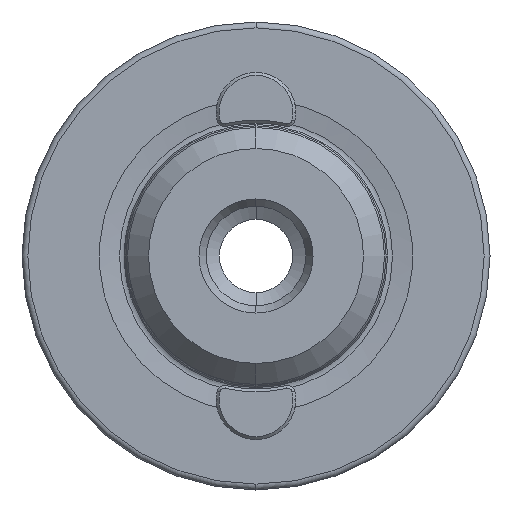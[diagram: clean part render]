
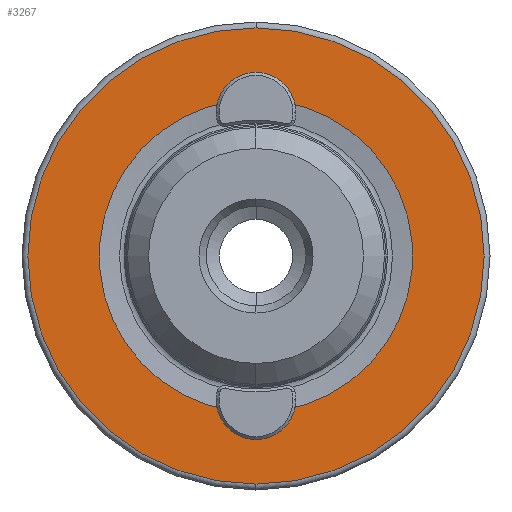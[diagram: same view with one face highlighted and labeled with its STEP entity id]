
A CAD part, left-side view. The second image highlights one B-rep face of the part: STEP entity #3267.
In plain terms, the highlighted planar face has unit normal (-1, 0, 0).
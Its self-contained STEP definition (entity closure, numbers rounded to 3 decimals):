
#33 = EDGE_LOOP ( 'NONE', ( #2993, #4063, #1458, #4338, #1588, #1694 ) ) ;
#187 = CIRCLE ( 'NONE', #2579, 10.715 ) ;
#363 = AXIS2_PLACEMENT_3D ( 'NONE', #3765, #3805, #3831 ) ;
#613 = DIRECTION ( 'NONE',  ( 0., 0., 1. ) ) ;
#622 = EDGE_CURVE ( 'NONE', #876, #2464, #4419, .T. ) ;
#630 = DIRECTION ( 'NONE',  ( -1., 0., 0. ) ) ;
#649 = CARTESIAN_POINT ( 'NONE',  ( 0., 0., 10.85 ) ) ;
#767 = AXIS2_PLACEMENT_3D ( 'NONE', #2625, #2608, #2563 ) ;
#793 = AXIS2_PLACEMENT_3D ( 'NONE', #939, #954, #973 ) ;
#876 = VERTEX_POINT ( 'NONE', #3051 ) ;
#939 = CARTESIAN_POINT ( 'NONE',  ( 0., 0., -10.85 ) ) ;
#954 = DIRECTION ( 'NONE',  ( -1., 0., 0. ) ) ;
#958 = EDGE_CURVE ( 'NONE', #2413, #2917, #3991, .T. ) ;
#973 = DIRECTION ( 'NONE',  ( 0., 0., 1. ) ) ;
#1235 = AXIS2_PLACEMENT_3D ( 'NONE', #649, #630, #613 ) ;
#1401 = VERTEX_POINT ( 'NONE', #4833 ) ;
#1458 = ORIENTED_EDGE ( 'NONE', *, *, #2843, .F. ) ;
#1491 = CARTESIAN_POINT ( 'NONE',  ( 0., 0., -15.6 ) ) ;
#1500 = ORIENTED_EDGE ( 'NONE', *, *, #4834, .T. ) ;
#1588 = ORIENTED_EDGE ( 'NONE', *, *, #3390, .F. ) ;
#1591 = CARTESIAN_POINT ( 'NONE',  ( 0., 0., -12.45 ) ) ;
#1694 = ORIENTED_EDGE ( 'NONE', *, *, #4718, .F. ) ;
#1959 = EDGE_LOOP ( 'NONE', ( #2486, #1500 ) ) ;
#2050 = CARTESIAN_POINT ( 'NONE',  ( 0., -1.58, -10.598 ) ) ;
#2161 = AXIS2_PLACEMENT_3D ( 'NONE', #3311, #3301, #3298 ) ;
#2312 = CARTESIAN_POINT ( 'NONE',  ( 0., -1.58, 10.598 ) ) ;
#2413 = VERTEX_POINT ( 'NONE', #2050 ) ;
#2464 = VERTEX_POINT ( 'NONE', #1491 ) ;
#2476 = AXIS2_PLACEMENT_3D ( 'NONE', #4052, #3985, #3981 ) ;
#2486 = ORIENTED_EDGE ( 'NONE', *, *, #622, .T. ) ;
#2563 = DIRECTION ( 'NONE',  ( 0., 0., 1. ) ) ;
#2579 = AXIS2_PLACEMENT_3D ( 'NONE', #4688, #4672, #4651 ) ;
#2608 = DIRECTION ( 'NONE',  ( -1., 0., 0. ) ) ;
#2625 = CARTESIAN_POINT ( 'NONE',  ( 0., 0., 0. ) ) ;
#2843 = EDGE_CURVE ( 'NONE', #2917, #4382, #4899, .T. ) ;
#2917 = VERTEX_POINT ( 'NONE', #2312 ) ;
#2993 = ORIENTED_EDGE ( 'NONE', *, *, #4371, .F. ) ;
#3032 = CIRCLE ( 'NONE', #2161, 1.6 ) ;
#3051 = CARTESIAN_POINT ( 'NONE',  ( 0., 0., 15.6 ) ) ;
#3267 = ADVANCED_FACE ( 'NONE', ( #3679, #3571 ), #4100, .F. ) ;
#3298 = DIRECTION ( 'NONE',  ( 0., 0., 1. ) ) ;
#3301 = DIRECTION ( 'NONE',  ( -1., 0., 0. ) ) ;
#3311 = CARTESIAN_POINT ( 'NONE',  ( 0., 0., -10.85 ) ) ;
#3390 = EDGE_CURVE ( 'NONE', #4182, #2413, #3032, .T. ) ;
#3571 = FACE_OUTER_BOUND ( 'NONE', #1959, .T. ) ;
#3610 = DIRECTION ( 'NONE',  ( -1., 0., 0. ) ) ;
#3645 = CARTESIAN_POINT ( 'NONE',  ( 0., 1.58, -10.598 ) ) ;
#3679 = FACE_BOUND ( 'NONE', #33, .T. ) ;
#3723 = CARTESIAN_POINT ( 'NONE',  ( 0., 0., 0. ) ) ;
#3765 = CARTESIAN_POINT ( 'NONE',  ( 0., 0., 0. ) ) ;
#3805 = DIRECTION ( 'NONE',  ( -1., 0., 0. ) ) ;
#3811 = DIRECTION ( 'NONE',  ( 0., 0., 1. ) ) ;
#3831 = DIRECTION ( 'NONE',  ( 0., 0., 1. ) ) ;
#3967 = AXIS2_PLACEMENT_3D ( 'NONE', #4173, #4207, #4545 ) ;
#3981 = DIRECTION ( 'NONE',  ( 0., 0., -1. ) ) ;
#3985 = DIRECTION ( 'NONE',  ( 1., 0., 0. ) ) ;
#3991 = CIRCLE ( 'NONE', #4486, 10.715 ) ;
#4052 = CARTESIAN_POINT ( 'NONE',  ( 0., 0., -10.715 ) ) ;
#4063 = ORIENTED_EDGE ( 'NONE', *, *, #4662, .F. ) ;
#4073 = CIRCLE ( 'NONE', #363, 15.6 ) ;
#4100 = PLANE ( 'NONE',  #2476 ) ;
#4173 = CARTESIAN_POINT ( 'NONE',  ( 0., 0., 10.85 ) ) ;
#4182 = VERTEX_POINT ( 'NONE', #1591 ) ;
#4184 = CIRCLE ( 'NONE', #793, 1.6 ) ;
#4207 = DIRECTION ( 'NONE',  ( -1., 0., 0. ) ) ;
#4338 = ORIENTED_EDGE ( 'NONE', *, *, #958, .F. ) ;
#4371 = EDGE_CURVE ( 'NONE', #1401, #4457, #187, .T. ) ;
#4382 = VERTEX_POINT ( 'NONE', #4731 ) ;
#4403 = CIRCLE ( 'NONE', #1235, 1.6 ) ;
#4419 = CIRCLE ( 'NONE', #767, 15.6 ) ;
#4457 = VERTEX_POINT ( 'NONE', #3645 ) ;
#4486 = AXIS2_PLACEMENT_3D ( 'NONE', #3723, #3610, #3811 ) ;
#4545 = DIRECTION ( 'NONE',  ( 0., 0., 1. ) ) ;
#4651 = DIRECTION ( 'NONE',  ( 0., 0., 1. ) ) ;
#4662 = EDGE_CURVE ( 'NONE', #4382, #1401, #4403, .T. ) ;
#4672 = DIRECTION ( 'NONE',  ( -1., 0., 0. ) ) ;
#4688 = CARTESIAN_POINT ( 'NONE',  ( 0., 0., 0. ) ) ;
#4718 = EDGE_CURVE ( 'NONE', #4457, #4182, #4184, .T. ) ;
#4731 = CARTESIAN_POINT ( 'NONE',  ( 0., 0., 12.45 ) ) ;
#4833 = CARTESIAN_POINT ( 'NONE',  ( 0., 1.58, 10.598 ) ) ;
#4834 = EDGE_CURVE ( 'NONE', #2464, #876, #4073, .T. ) ;
#4899 = CIRCLE ( 'NONE', #3967, 1.6 ) ;
